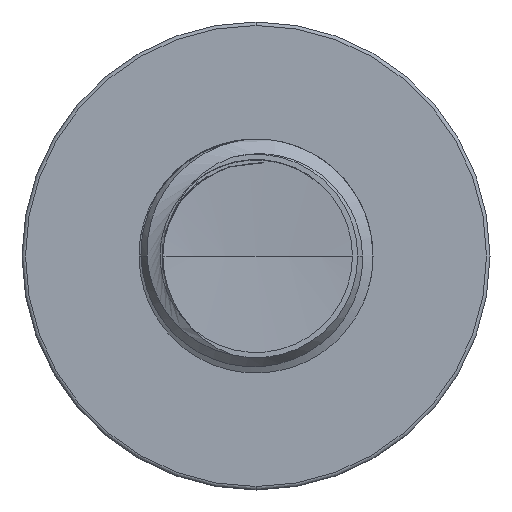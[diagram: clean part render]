
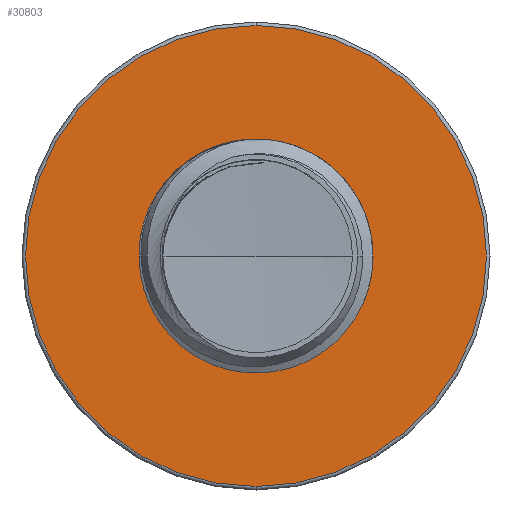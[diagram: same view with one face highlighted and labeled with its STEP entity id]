
A CAD part, front view. The second image highlights one B-rep face of the part: STEP entity #30803.
In plain terms, the highlighted planar face has unit normal (0, -1, 0).
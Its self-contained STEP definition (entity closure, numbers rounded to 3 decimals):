
#2356 = EDGE_CURVE ( 'NONE', #6903, #31923, #7629, .T. ) ;
#2998 = CIRCLE ( 'NONE', #27664, 2.923 ) ;
#3355 = AXIS2_PLACEMENT_3D ( 'NONE', #4424, #4267, #4220 ) ;
#4220 = DIRECTION ( 'NONE',  ( 0., 0., -1. ) ) ;
#4267 = DIRECTION ( 'NONE',  ( 0., -1., 0. ) ) ;
#4404 = VERTEX_POINT ( 'NONE', #11551 ) ;
#4424 = CARTESIAN_POINT ( 'NONE',  ( 0., 27.5, 2.923 ) ) ;
#4829 = PLANE ( 'NONE',  #3355 ) ;
#5492 = AXIS2_PLACEMENT_3D ( 'NONE', #7101, #7071, #7013 ) ;
#6903 = VERTEX_POINT ( 'NONE', #31062 ) ;
#7013 = DIRECTION ( 'NONE',  ( 0., 0., -1. ) ) ;
#7071 = DIRECTION ( 'NONE',  ( 0., -1., 0. ) ) ;
#7101 = CARTESIAN_POINT ( 'NONE',  ( 0., 27.5, 0. ) ) ;
#7629 = CIRCLE ( 'NONE', #5492, 5.91 ) ;
#8533 = AXIS2_PLACEMENT_3D ( 'NONE', #13823, #13810, #13766 ) ;
#8782 = EDGE_CURVE ( 'NONE', #11886, #4404, #13602, .T. ) ;
#9977 = FACE_OUTER_BOUND ( 'NONE', #20899, .T. ) ;
#10968 = AXIS2_PLACEMENT_3D ( 'NONE', #14015, #13969, #13875 ) ;
#11551 = CARTESIAN_POINT ( 'NONE',  ( 0., 27.5, 2.923 ) ) ;
#11685 = ORIENTED_EDGE ( 'NONE', *, *, #8782, .F. ) ;
#11886 = VERTEX_POINT ( 'NONE', #13958 ) ;
#13602 = CIRCLE ( 'NONE', #8533, 2.923 ) ;
#13766 = DIRECTION ( 'NONE',  ( 0., 0., -1. ) ) ;
#13810 = DIRECTION ( 'NONE',  ( 0., -1., 0. ) ) ;
#13823 = CARTESIAN_POINT ( 'NONE',  ( 0., 27.5, 0. ) ) ;
#13875 = DIRECTION ( 'NONE',  ( 0., 0., -1. ) ) ;
#13958 = CARTESIAN_POINT ( 'NONE',  ( 0., 27.5, -2.923 ) ) ;
#13969 = DIRECTION ( 'NONE',  ( 0., -1., 0. ) ) ;
#14015 = CARTESIAN_POINT ( 'NONE',  ( 0., 27.5, 0. ) ) ;
#14851 = EDGE_CURVE ( 'NONE', #4404, #11886, #2998, .T. ) ;
#17430 = ORIENTED_EDGE ( 'NONE', *, *, #20926, .T. ) ;
#20899 = EDGE_LOOP ( 'NONE', ( #33930, #17430 ) ) ;
#20926 = EDGE_CURVE ( 'NONE', #31923, #6903, #31431, .T. ) ;
#21069 = CARTESIAN_POINT ( 'NONE',  ( 0., 27.5, 5.91 ) ) ;
#27124 = FACE_BOUND ( 'NONE', #33101, .T. ) ;
#27664 = AXIS2_PLACEMENT_3D ( 'NONE', #30030, #30004, #30000 ) ;
#30000 = DIRECTION ( 'NONE',  ( 0., 0., -1. ) ) ;
#30004 = DIRECTION ( 'NONE',  ( 0., -1., 0. ) ) ;
#30030 = CARTESIAN_POINT ( 'NONE',  ( 0., 27.5, 0. ) ) ;
#30803 = ADVANCED_FACE ( 'NONE', ( #9977, #27124 ), #4829, .T. ) ;
#31062 = CARTESIAN_POINT ( 'NONE',  ( 0., 27.5, -5.91 ) ) ;
#31431 = CIRCLE ( 'NONE', #10968, 5.91 ) ;
#31923 = VERTEX_POINT ( 'NONE', #21069 ) ;
#33101 = EDGE_LOOP ( 'NONE', ( #11685, #35139 ) ) ;
#33930 = ORIENTED_EDGE ( 'NONE', *, *, #2356, .T. ) ;
#35139 = ORIENTED_EDGE ( 'NONE', *, *, #14851, .F. ) ;
